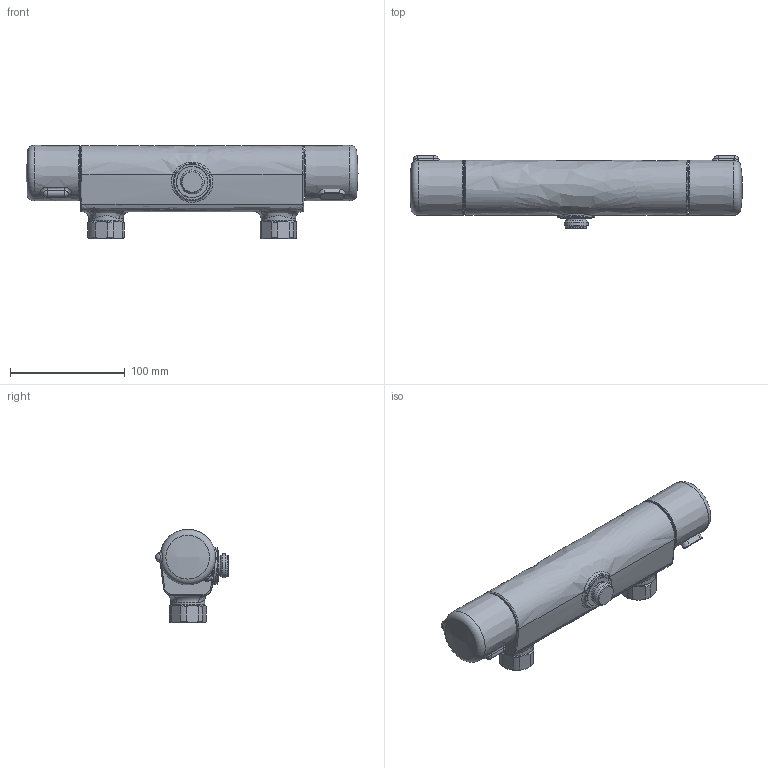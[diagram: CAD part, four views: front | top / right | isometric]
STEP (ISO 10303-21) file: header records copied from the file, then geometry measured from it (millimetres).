
FILE_DESCRIPTION (( 'STEP AP203' ), '1' );
FILE_NAME ('7460(2016)+7420(2016)+58150071(2016).STEP', '2017-03-09T06:00:33', ( '' ), ( '' ), 'SwSTEP 2.0', 'SolidWorks 2016', '' );
FILE_SCHEMA (( 'CONFIG_CONTROL_DESIGN' ));
Length unit declared in the file: millimetre
Products named in the file (1): 7460(2016)+7420(2016)+58150071(2016)
Bounding box: 289.1 x 63.39 x 81.15 mm (x, y, z)
Volume: 661945.7 mm3; surface area: 65611.4 mm2
Topology: 1 solids, 1 shells, 179 faces, 410 edges, 249 vertices
Faces by surface type: bspline 50, plane 39, cone 36, cylinder 33, torus 13, sphere 8
Full cylindrical faces by diameter (mm): 18 x1, 18.2 x1, 20.955 x1, 24 x2, 26 x2, 27.5 x1, 30 x2, 40.531 x2
Entity records: 10602 total; most frequent: CARTESIAN_POINT 7178, ORIENTED_EDGE 718, DIRECTION 586, EDGE_CURVE 359, AXIS2_PLACEMENT_3D 269, VERTEX_POINT 231, EDGE_LOOP 228, FACE_OUTER_BOUND 200
